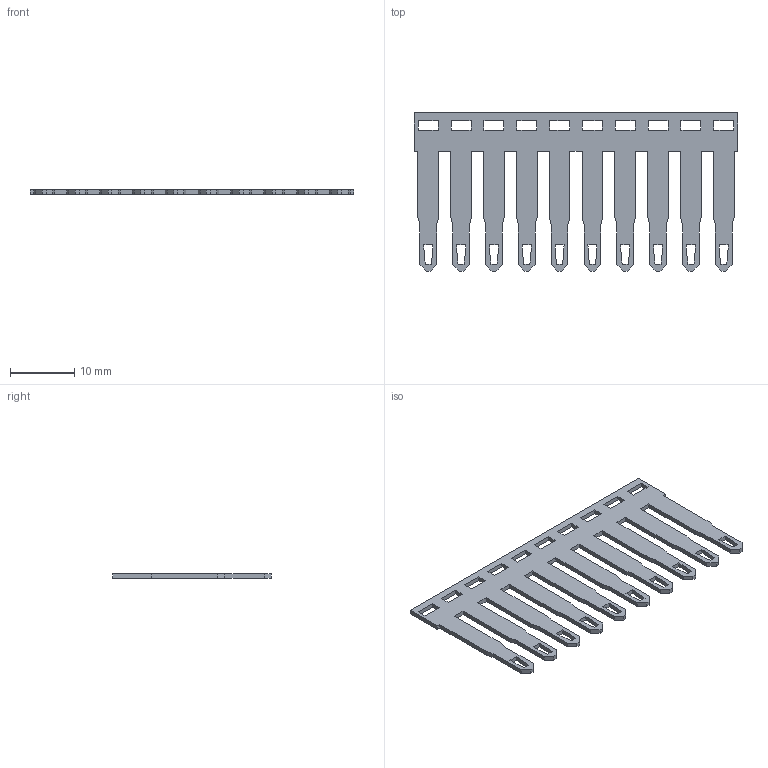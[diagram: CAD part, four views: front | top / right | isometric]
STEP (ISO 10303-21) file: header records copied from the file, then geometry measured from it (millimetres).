
FILE_DESCRIPTION((''),'2;1');
FILE_NAME('PTC0210_ASM','2022-09-22T08:34:10',('klemen.sitar'),('Audax d.o.o.'),'CREO PARAMETRIC BY PTC INC, 2021304','CREO PARAMETRIC BY PTC INC, 2021304','');
FILE_SCHEMA(('AP242_MANAGED_MODEL_BASED_3D_ENGINEERING_MIM_LF { 1 0 10303 442 1 1 4 }'));
Length unit declared in the file: millimetre
Products named in the file (2): PTC0210-62320; PTC0210_ASM
Assembly tree (1 placements, depth 2):
  PTC0210_ASM
    PTC0210-62320
Bounding box: 50.2 x 24.6 x 0.7 mm (x, y, z)
Volume: 529.5 mm3; surface area: 1963.1 mm2
Topology: 1 solids, 1 shells, 186 faces, 552 edges, 368 vertices
Faces by surface type: plane 166, cylinder 20
Entity records: 9370 total; most frequent: CARTESIAN_POINT 1114, ORIENTED_EDGE 1104, DIRECTION 972, PRESENTATION_STYLE_ASSIGNMENT 741, STYLED_ITEM 741, CURVE_STYLE 554, EDGE_CURVE 552, VECTOR 512
